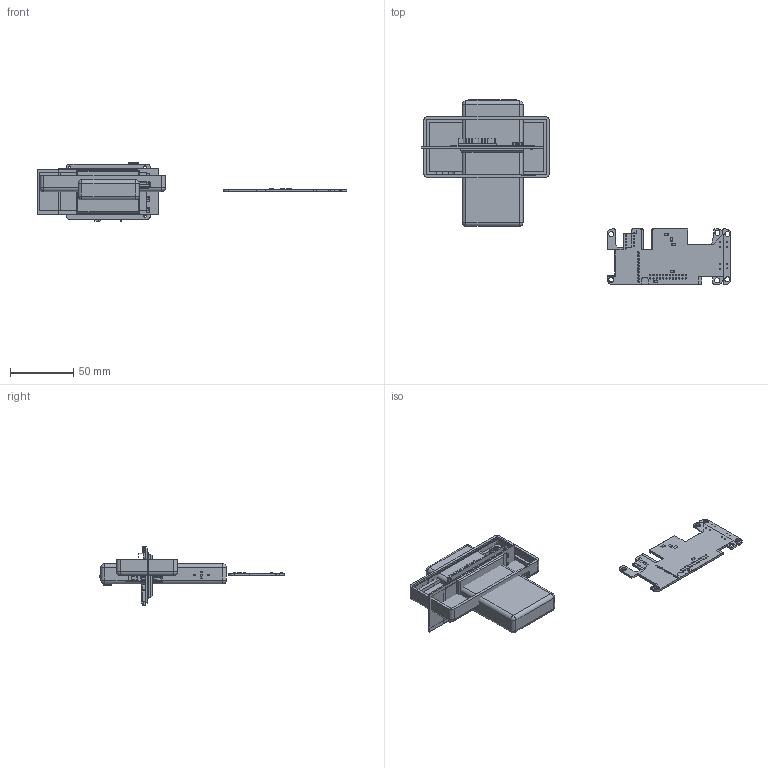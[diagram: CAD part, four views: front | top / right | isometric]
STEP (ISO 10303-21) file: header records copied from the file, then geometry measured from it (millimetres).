
FILE_DESCRIPTION( ( 'STEP AP203' ), '1' );
FILE_NAME( 'GNUvario SLIM V3.8.stp', '2020-06-10T13:38:07', ( ' ' ), ( ' ' ), 'XStep 1.0', ' ', ' ' );
FILE_SCHEMA( ( 'CONFIG_CONTROL_DESIGN) ( )' ) );
Length unit declared in the file: metre
Products named in the file (27): Assem1; Assem2; Assem3; Assem4; 1; 2; 3; 4; 5; 6; 7; 8; 9; 10; 11; 12; 13; 14; 15; 16; 17; 18; 19; 20; 21; 22; 23
Bounding box: 244.04 x 145.74 x 46.53 mm (x, y, z)
Volume: 112373.9 mm3; surface area: 139547.8 mm2
Topology: 115 solids, 187 shells, 3755 faces, 9640 edges, 6285 vertices
Faces by surface type: plane 2358, cylinder 1305, torus 44, sphere 36, bspline 8, cone 4
Full cylindrical faces by diameter (mm): 0.5 x125, 0.8 x20, 0.835 x4, 0.9 x8, 0.984 x2, 1 x219, 1.1 x2, 1.144 x2, 1.161 x2, 1.215 x2, 1.292 x2, 1.625 x20, 1.75 x12, 1.838 x2, 2 x11, 2.4 x2, 3 x4, 4 x17, 4.7 x2, 5.75 x4, 6 x6, 9.435 x2
Entity records: 42678 total; most frequent: CARTESIAN_POINT 7507, DIRECTION 7108, ORIENTED_EDGE 6680, EDGE_CURVE 3340, AXIS2_PLACEMENT_3D 2393, LINE 2322, VECTOR 2322, VERTEX_POINT 2270
